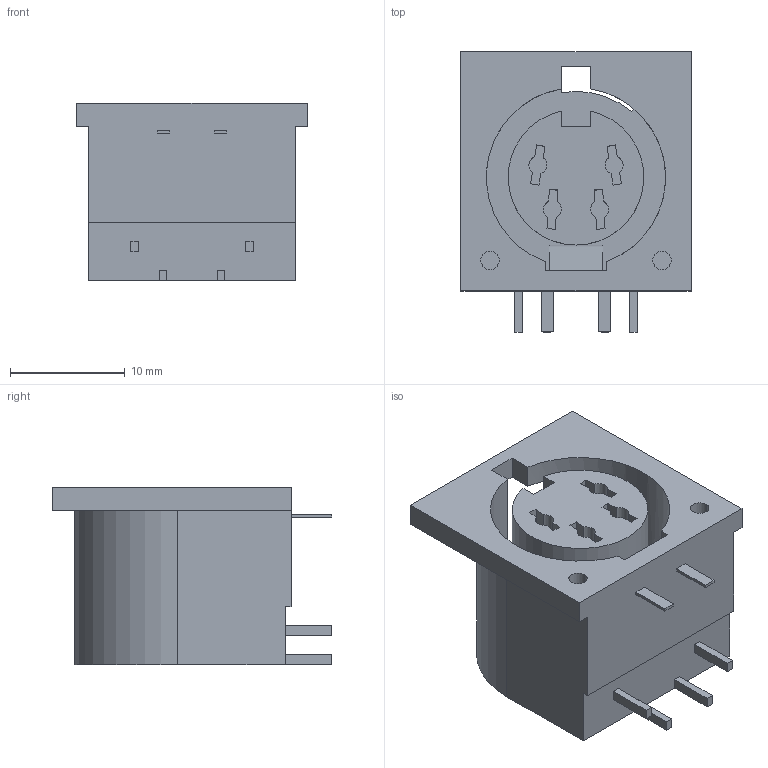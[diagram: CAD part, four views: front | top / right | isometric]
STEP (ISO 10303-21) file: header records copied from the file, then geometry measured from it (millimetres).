
FILE_DESCRIPTION((''),'2;1');
FILE_NAME('C-5211508-01-3','2007-09-05T',('workeradm'),('Tyco Electronics Corporation'),'PRO/ENGINEER BY PARAMETRIC TECHNOLOGY CORPORATION, 2005450','PRO/ENGINEER BY PARAMETRIC TECHNOLOGY CORPORATION, 2005450','');
FILE_SCHEMA(('CONFIG_CONTROL_DESIGN', 'GEOMETRIC_VALIDATION_PROPERTIES_MIM'));
Length unit declared in the file: millimetre
Products named in the file (1): C-5211508-01-3
Bounding box: 20.07 x 24.38 x 15.49 mm (x, y, z)
Volume: 3835.2 mm3; surface area: 3231.5 mm2
Topology: 1 solids, 1 shells, 108 faces, 279 edges, 186 vertices
Faces by surface type: plane 88, cylinder 20
Entity records: 3397 total; most frequent: CARTESIAN_POINT 574, ORIENTED_EDGE 558, DIRECTION 536, EDGE_CURVE 279, VECTOR 238, LINE 238, VERTEX_POINT 186, AXIS2_PLACEMENT_3D 149
